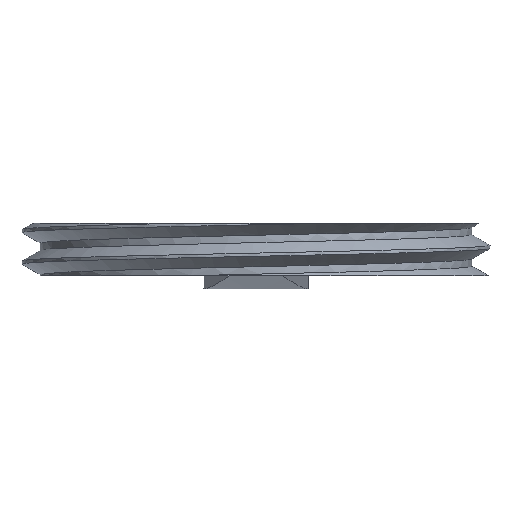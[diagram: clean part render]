
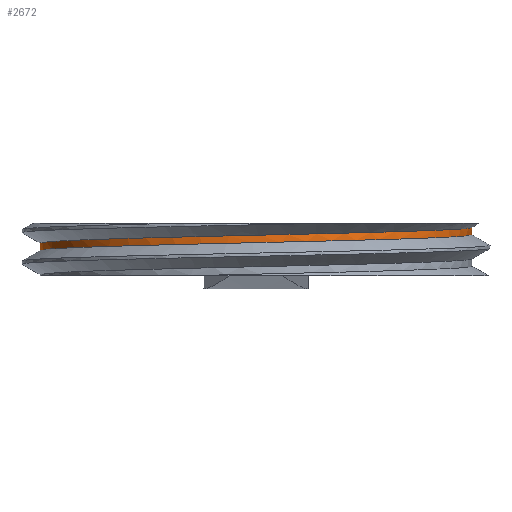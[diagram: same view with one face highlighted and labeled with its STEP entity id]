
A CAD part, front view. The second image highlights one B-rep face of the part: STEP entity #2672.
In plain terms, the highlighted cylindrical face has radius 41.168 mm (diameter 82.336 mm), a partial arc.
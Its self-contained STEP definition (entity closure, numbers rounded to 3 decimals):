
#258=FACE_OUTER_BOUND('',#417,.T.);
#417=EDGE_LOOP('',(#2179,#2180,#2181,#2182));
#708=CIRCLE('',#2982,41.168);
#748=B_SPLINE_CURVE_WITH_KNOTS('',3,(#5248,#5249,#5250,#5251,#5252,#5253,
#5254,#5255,#5256,#5257,#5258,#5259,#5260,#5261,#5262,#5263,#5264,#5265,
#5266,#5267,#5268,#5269,#5270,#5271,#5272,#5273,#5274,#5275,#5276,#5277,
#5278,#5279,#5280,#5281,#5282,#5283,#5284),.UNSPECIFIED.,.F.,.F.,(4,3,3,
3,3,3,3,3,3,3,3,3,4),(21.751,23.241,25.093,
26.945,29.415,30.032,30.649,33.119,
35.588,38.057,40.526,42.996,44.276),
 .UNSPECIFIED.);
#749=B_SPLINE_CURVE_WITH_KNOTS('',3,(#5288,#5289,#5290,#5291,#5292,#5293,
#5294,#5295,#5296,#5297,#5298,#5299,#5300,#5301,#5302,#5303,#5304,#5305,
#5306,#5307,#5308,#5309,#5310,#5311,#5312,#5313,#5314,#5315,#5316,#5317,
#5318,#5319,#5320,#5321),.UNSPECIFIED.,.F.,.F.,(4,3,3,3,3,3,3,3,3,3,3,4),
(1.018,2.87,4.722,6.574,8.426,
10.278,12.13,13.365,14.599,15.834,
17.069,17.426),.UNSPECIFIED.);
#756=LINE('',#3995,#909);
#909=VECTOR('',#3045,41.368);
#1068=VERTEX_POINT('',#3993);
#1069=VERTEX_POINT('',#3994);
#1304=VERTEX_POINT('',#5081);
#1305=VERTEX_POINT('',#5286);
#1327=EDGE_CURVE('',#1068,#1069,#756,.T.);
#1648=EDGE_CURVE('',#1304,#1069,#748,.F.);
#1649=EDGE_CURVE('',#1305,#1304,#708,.T.);
#1650=EDGE_CURVE('',#1305,#1068,#749,.T.);
#2179=ORIENTED_EDGE('',*,*,#1327,.T.);
#2180=ORIENTED_EDGE('',*,*,#1648,.F.);
#2181=ORIENTED_EDGE('',*,*,#1649,.F.);
#2182=ORIENTED_EDGE('',*,*,#1650,.T.);
#2576=CYLINDRICAL_SURFACE('',#2981,41.168);
#2672=ADVANCED_FACE('',(#258),#2576,.T.);
#2981=AXIS2_PLACEMENT_3D('',#5285,#3716,#3717);
#2982=AXIS2_PLACEMENT_3D('',#5287,#3718,#3719);
#3045=DIRECTION('',(0.,0.,-1.));
#3716=DIRECTION('center_axis',(0.,0.,-1.));
#3717=DIRECTION('ref_axis',(0.915,-0.403,0.));
#3718=DIRECTION('center_axis',(0.,0.,1.));
#3719=DIRECTION('ref_axis',(1.,0.,0.));
#3993=CARTESIAN_POINT('',(-41.168,0.,-28.793));
#3994=CARTESIAN_POINT('',(-41.169,0.001,-30.207));
#3995=CARTESIAN_POINT('',(-41.168,0.,-13.908));
#5081=CARTESIAN_POINT('',(-27.766,30.384,-25.));
#5248=CARTESIAN_POINT('Ctrl Pts',(-41.169,0.001,
-30.207));
#5249=CARTESIAN_POINT('Ctrl Pts',(-41.165,-4.949,-30.092));
#5250=CARTESIAN_POINT('Ctrl Pts',(-40.267,-9.902,-29.977));
#5251=CARTESIAN_POINT('Ctrl Pts',(-38.521,-14.532,-29.863));
#5252=CARTESIAN_POINT('Ctrl Pts',(-36.35,-20.287,-29.72));
#5253=CARTESIAN_POINT('Ctrl Pts',(-32.868,-25.542,-29.577));
#5254=CARTESIAN_POINT('Ctrl Pts',(-28.417,-29.789,-29.434));
#5255=CARTESIAN_POINT('Ctrl Pts',(-23.965,-34.036,-29.292));
#5256=CARTESIAN_POINT('Ctrl Pts',(-18.545,-37.274,-29.149));
#5257=CARTESIAN_POINT('Ctrl Pts',(-12.694,-39.168,-29.006));
#5258=CARTESIAN_POINT('Ctrl Pts',(-4.892,-41.693,-28.816));
#5259=CARTESIAN_POINT('Ctrl Pts',(3.676,-41.828,-28.626));
#5260=CARTESIAN_POINT('Ctrl Pts',(11.547,-39.521,-28.436));
#5261=CARTESIAN_POINT('Ctrl Pts',(13.515,-38.944,-28.388));
#5262=CARTESIAN_POINT('Ctrl Pts',(15.44,-38.215,-28.34));
#5263=CARTESIAN_POINT('Ctrl Pts',(17.301,-37.353,-28.293));
#5264=CARTESIAN_POINT('Ctrl Pts',(19.163,-36.49,-28.245));
#5265=CARTESIAN_POINT('Ctrl Pts',(20.962,-35.494,-28.198));
#5266=CARTESIAN_POINT('Ctrl Pts',(22.674,-34.367,-28.15));
#5267=CARTESIAN_POINT('Ctrl Pts',(29.521,-29.856,-27.96));
#5268=CARTESIAN_POINT('Ctrl Pts',(34.97,-23.232,-27.77));
#5269=CARTESIAN_POINT('Ctrl Pts',(38.085,-15.649,-27.579));
#5270=CARTESIAN_POINT('Ctrl Pts',(41.2,-8.066,-27.389));
#5271=CARTESIAN_POINT('Ctrl Pts',(41.981,0.478,-27.199));
#5272=CARTESIAN_POINT('Ctrl Pts',(40.289,8.499,-27.009));
#5273=CARTESIAN_POINT('Ctrl Pts',(38.597,16.521,-26.818));
#5274=CARTESIAN_POINT('Ctrl Pts',(34.432,24.022,-26.628));
#5275=CARTESIAN_POINT('Ctrl Pts',(28.518,29.7,-26.438));
#5276=CARTESIAN_POINT('Ctrl Pts',(22.605,35.379,-26.247));
#5277=CARTESIAN_POINT('Ctrl Pts',(14.943,39.234,-26.057));
#5278=CARTESIAN_POINT('Ctrl Pts',(6.859,40.6,-25.867));
#5279=CARTESIAN_POINT('Ctrl Pts',(-1.226,41.965,-25.677));
#5280=CARTESIAN_POINT('Ctrl Pts',(-9.733,40.841,-25.486));
#5281=CARTESIAN_POINT('Ctrl Pts',(-17.182,37.42,-25.296));
#5282=CARTESIAN_POINT('Ctrl Pts',(-21.045,35.646,-25.197));
#5283=CARTESIAN_POINT('Ctrl Pts',(-24.624,33.254,-25.099));
#5284=CARTESIAN_POINT('Ctrl Pts',(-27.766,30.384,-25.));
#5285=CARTESIAN_POINT('Origin',(0.,0.,-13.908));
#5286=CARTESIAN_POINT('',(27.772,30.389,-25.));
#5287=CARTESIAN_POINT('Origin',(0.,0.,-25.));
#5288=CARTESIAN_POINT('Ctrl Pts',(27.772,30.389,-25.));
#5289=CARTESIAN_POINT('Ctrl Pts',(32.313,26.239,-25.143));
#5290=CARTESIAN_POINT('Ctrl Pts',(35.909,21.057,-25.285));
#5291=CARTESIAN_POINT('Ctrl Pts',(38.202,15.35,-25.428));
#5292=CARTESIAN_POINT('Ctrl Pts',(40.495,9.643,-25.571));
#5293=CARTESIAN_POINT('Ctrl Pts',(41.487,3.411,-25.714));
#5294=CARTESIAN_POINT('Ctrl Pts',(41.08,-2.727,-25.856));
#5295=CARTESIAN_POINT('Ctrl Pts',(40.672,-8.865,-25.999));
#5296=CARTESIAN_POINT('Ctrl Pts',(38.866,-14.909,-26.142));
#5297=CARTESIAN_POINT('Ctrl Pts',(35.838,-20.263,-26.284));
#5298=CARTESIAN_POINT('Ctrl Pts',(32.811,-25.618,-26.427));
#5299=CARTESIAN_POINT('Ctrl Pts',(28.563,-30.281,-26.57));
#5300=CARTESIAN_POINT('Ctrl Pts',(23.514,-33.795,-26.712));
#5301=CARTESIAN_POINT('Ctrl Pts',(18.464,-37.308,-26.855));
#5302=CARTESIAN_POINT('Ctrl Pts',(12.613,-39.671,-26.998));
#5303=CARTESIAN_POINT('Ctrl Pts',(6.541,-40.648,-27.141));
#5304=CARTESIAN_POINT('Ctrl Pts',(0.468,-41.625,-27.283));
#5305=CARTESIAN_POINT('Ctrl Pts',(-5.827,-41.216,-27.426));
#5306=CARTESIAN_POINT('Ctrl Pts',(-11.724,-39.466,-27.569));
#5307=CARTESIAN_POINT('Ctrl Pts',(-15.656,-38.299,-27.664));
#5308=CARTESIAN_POINT('Ctrl Pts',(-19.411,-36.536,-27.759));
#5309=CARTESIAN_POINT('Ctrl Pts',(-22.824,-34.262,-27.854));
#5310=CARTESIAN_POINT('Ctrl Pts',(-26.237,-31.987,-27.949));
#5311=CARTESIAN_POINT('Ctrl Pts',(-29.308,-29.201,-28.044));
#5312=CARTESIAN_POINT('Ctrl Pts',(-31.901,-26.023,-28.14));
#5313=CARTESIAN_POINT('Ctrl Pts',(-34.493,-22.845,-28.235));
#5314=CARTESIAN_POINT('Ctrl Pts',(-36.607,-19.277,-28.33));
#5315=CARTESIAN_POINT('Ctrl Pts',(-38.149,-15.476,-28.425));
#5316=CARTESIAN_POINT('Ctrl Pts',(-39.691,-11.675,-28.52));
#5317=CARTESIAN_POINT('Ctrl Pts',(-40.661,-7.642,-28.615));
#5318=CARTESIAN_POINT('Ctrl Pts',(-41.015,-3.557,-28.71));
#5319=CARTESIAN_POINT('Ctrl Pts',(-41.118,-2.374,-28.738));
#5320=CARTESIAN_POINT('Ctrl Pts',(-41.168,-1.187,-28.765));
#5321=CARTESIAN_POINT('Ctrl Pts',(-41.168,0.,
-28.793));
